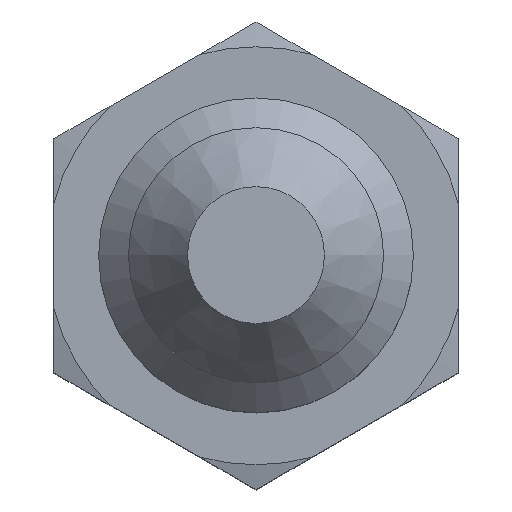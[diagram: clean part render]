
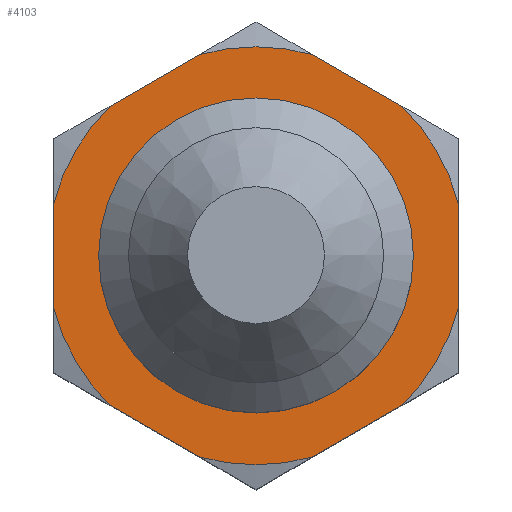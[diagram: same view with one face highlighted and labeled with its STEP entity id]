
A CAD part, top view. The second image highlights one B-rep face of the part: STEP entity #4103.
In plain terms, the highlighted planar face has unit normal (0, 0, 1).
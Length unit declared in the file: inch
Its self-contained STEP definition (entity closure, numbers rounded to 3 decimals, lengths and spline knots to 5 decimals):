
#2929=CARTESIAN_POINT('',(0.281,0.07169,0.36));
#2930=VERTEX_POINT('',#2929);
#2944=CARTESIAN_POINT('',(0.281,-0.07169,0.36));
#2945=VERTEX_POINT('',#2944);
#2946=CARTESIAN_POINT('',(0.281,0.07169,0.36));
#2947=DIRECTION('',(0.0,-1.0,0.0));
#2948=VECTOR('',#2947,0.14337);
#2949=LINE('',#2946,#2948);
#2950=EDGE_CURVE('',#2930,#2945,#2949,.T.);
#3387=CARTESIAN_POINT('',(0.1805,0.,0.36));
#3388=VERTEX_POINT('',#3387);
#3389=CARTESIAN_POINT('',(0.,0.,0.36));
#3390=DIRECTION('',(0.0,0.0,1.0));
#3391=DIRECTION('',(-1.0,0.0,0.0));
#3392=AXIS2_PLACEMENT_3D('',#3389,#3390,#3391);
#3393=CIRCLE('',#3392,0.1805);
#3394=EDGE_CURVE('',#3388,#3388,#3393,.T.);
#3654=CARTESIAN_POINT('',(0.20258,-0.20751,0.36));
#3655=VERTEX_POINT('',#3654);
#3670=CARTESIAN_POINT('',(0.0,0.0,0.36));
#3671=DIRECTION('',(0.0,0.0,1.0));
#3672=DIRECTION('',(0.0,1.0,0.0));
#3673=AXIS2_PLACEMENT_3D('',#3670,#3671,#3672);
#3674=CIRCLE('',#3673,0.29);
#3675=EDGE_CURVE('',#3655,#2945,#3674,.T.);
#3687=CARTESIAN_POINT('',(-0.07842,-0.2792,0.36));
#3688=VERTEX_POINT('',#3687);
#3702=CARTESIAN_POINT('',(0.07842,-0.2792,0.36));
#3703=VERTEX_POINT('',#3702);
#3717=CARTESIAN_POINT('',(0.0,0.0,0.36));
#3718=DIRECTION('',(0.0,0.0,1.0));
#3719=DIRECTION('',(0.0,1.0,0.0));
#3720=AXIS2_PLACEMENT_3D('',#3717,#3718,#3719);
#3721=CIRCLE('',#3720,0.29);
#3722=EDGE_CURVE('',#3688,#3703,#3721,.T.);
#3734=CARTESIAN_POINT('',(-0.281,-0.07169,0.36));
#3735=VERTEX_POINT('',#3734);
#3749=CARTESIAN_POINT('',(-0.20258,-0.20751,0.36));
#3750=VERTEX_POINT('',#3749);
#3764=CARTESIAN_POINT('',(0.0,0.0,0.36));
#3765=DIRECTION('',(0.0,0.0,1.0));
#3766=DIRECTION('',(0.0,1.0,0.0));
#3767=AXIS2_PLACEMENT_3D('',#3764,#3765,#3766);
#3768=CIRCLE('',#3767,0.29);
#3769=EDGE_CURVE('',#3735,#3750,#3768,.T.);
#3781=CARTESIAN_POINT('',(-0.20258,0.20751,0.36));
#3782=VERTEX_POINT('',#3781);
#3796=CARTESIAN_POINT('',(-0.281,0.07169,0.36));
#3797=VERTEX_POINT('',#3796);
#3811=CARTESIAN_POINT('',(0.0,0.0,0.36));
#3812=DIRECTION('',(0.0,0.0,1.0));
#3813=DIRECTION('',(0.0,1.0,0.0));
#3814=AXIS2_PLACEMENT_3D('',#3811,#3812,#3813);
#3815=CIRCLE('',#3814,0.29);
#3816=EDGE_CURVE('',#3782,#3797,#3815,.T.);
#3828=CARTESIAN_POINT('',(0.07842,0.2792,0.36));
#3829=VERTEX_POINT('',#3828);
#3843=CARTESIAN_POINT('',(-0.07842,0.2792,0.36));
#3844=VERTEX_POINT('',#3843);
#3858=CARTESIAN_POINT('',(0.0,0.0,0.36));
#3859=DIRECTION('',(0.0,0.0,1.0));
#3860=DIRECTION('',(0.0,1.0,0.0));
#3861=AXIS2_PLACEMENT_3D('',#3858,#3859,#3860);
#3862=CIRCLE('',#3861,0.29);
#3863=EDGE_CURVE('',#3829,#3844,#3862,.T.);
#3873=CARTESIAN_POINT('',(0.20258,0.20751,0.36));
#3874=VERTEX_POINT('',#3873);
#3888=CARTESIAN_POINT('',(0.0,0.0,0.36));
#3889=DIRECTION('',(0.0,0.0,1.0));
#3890=DIRECTION('',(0.0,1.0,0.0));
#3891=AXIS2_PLACEMENT_3D('',#3888,#3889,#3890);
#3892=CIRCLE('',#3891,0.29);
#3893=EDGE_CURVE('',#2930,#3874,#3892,.T.);
#3955=CARTESIAN_POINT('',(0.20258,-0.20751,0.36));
#3956=DIRECTION('',(-0.866,-0.5,0.0));
#3957=VECTOR('',#3956,0.14337);
#3958=LINE('',#3955,#3957);
#3959=EDGE_CURVE('',#3655,#3703,#3958,.T.);
#3981=CARTESIAN_POINT('',(-0.07842,-0.2792,0.36));
#3982=DIRECTION('',(-0.866,0.5,0.0));
#3983=VECTOR('',#3982,0.14337);
#3984=LINE('',#3981,#3983);
#3985=EDGE_CURVE('',#3688,#3750,#3984,.T.);
#4007=CARTESIAN_POINT('',(-0.281,-0.07169,0.36));
#4008=DIRECTION('',(0.0,1.0,0.0));
#4009=VECTOR('',#4008,0.14337);
#4010=LINE('',#4007,#4009);
#4011=EDGE_CURVE('',#3735,#3797,#4010,.T.);
#4033=CARTESIAN_POINT('',(-0.20258,0.20751,0.36));
#4034=DIRECTION('',(0.866,0.5,0.0));
#4035=VECTOR('',#4034,0.14337);
#4036=LINE('',#4033,#4035);
#4037=EDGE_CURVE('',#3782,#3844,#4036,.T.);
#4070=CARTESIAN_POINT('',(0.07842,0.2792,0.36));
#4071=DIRECTION('',(0.866,-0.5,0.0));
#4072=VECTOR('',#4071,0.14337);
#4073=LINE('',#4070,#4072);
#4074=EDGE_CURVE('',#3829,#3874,#4073,.T.);
#4081=CARTESIAN_POINT('',(0.,0.,0.36));
#4082=DIRECTION('',(0.0,0.0,1.0));
#4083=DIRECTION('',(1.0,0.0,0.0));
#4084=AXIS2_PLACEMENT_3D('',#4081,#4082,#4083);
#4085=PLANE('',#4084);
#4086=ORIENTED_EDGE('',*,*,#3893,.T.);
#4087=ORIENTED_EDGE('',*,*,#4074,.F.);
#4088=ORIENTED_EDGE('',*,*,#3863,.T.);
#4089=ORIENTED_EDGE('',*,*,#4037,.F.);
#4090=ORIENTED_EDGE('',*,*,#3816,.T.);
#4091=ORIENTED_EDGE('',*,*,#4011,.F.);
#4092=ORIENTED_EDGE('',*,*,#3769,.T.);
#4093=ORIENTED_EDGE('',*,*,#3985,.F.);
#4094=ORIENTED_EDGE('',*,*,#3722,.T.);
#4095=ORIENTED_EDGE('',*,*,#3959,.F.);
#4096=ORIENTED_EDGE('',*,*,#3675,.T.);
#4097=ORIENTED_EDGE('',*,*,#2950,.F.);
#4098=EDGE_LOOP('',(#4086,#4087,#4088,#4089,#4090,#4091,#4092,#4093,#4094,#4095,#4096,#4097));
#4099=FACE_OUTER_BOUND('',#4098,.T.);
#4100=ORIENTED_EDGE('',*,*,#3394,.F.);
#4101=EDGE_LOOP('',(#4100));
#4102=FACE_BOUND('',#4101,.T.);
#4103=ADVANCED_FACE('',(#4099,#4102),#4085,.T.);
